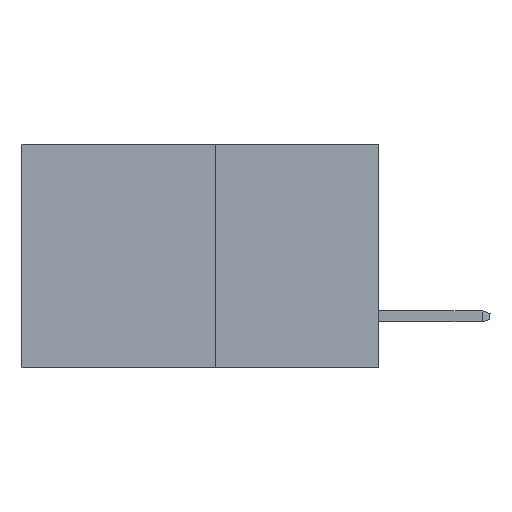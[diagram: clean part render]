
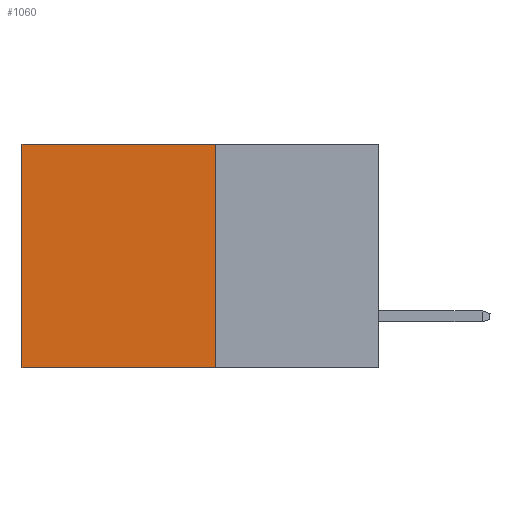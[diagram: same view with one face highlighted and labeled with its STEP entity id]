
A CAD part, left-side view. The second image highlights one B-rep face of the part: STEP entity #1060.
In plain terms, the highlighted planar face has unit normal (-1, 0, 0).
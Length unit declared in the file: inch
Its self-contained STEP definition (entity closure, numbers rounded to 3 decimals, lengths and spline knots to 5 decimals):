
#127 = EDGE_LOOP ( 'NONE', ( #11353, #7887, #1623, #7364 ) ) ;
#426 = VERTEX_POINT ( 'NONE', #18589 ) ;
#428 = CARTESIAN_POINT ( 'NONE',  ( 0.277, 0.27, -0.37 ) ) ;
#1060 = ADVANCED_FACE ( 'NONE', ( #8754 ), #10042, .F. ) ;
#1623 = ORIENTED_EDGE ( 'NONE', *, *, #9135, .F. ) ;
#2514 = CARTESIAN_POINT ( 'NONE',  ( 0.277, 0.59, -0.37 ) ) ;
#3931 = VECTOR ( 'NONE', #11635, 39.37008 ) ;
#4509 = CARTESIAN_POINT ( 'NONE',  ( 0.277, 0.27, -0.37 ) ) ;
#4909 = CARTESIAN_POINT ( 'NONE',  ( 0.277, 0.27, 0. ) ) ;
#5567 = CARTESIAN_POINT ( 'NONE',  ( 0.277, 0.27, -0.37 ) ) ;
#6171 = EDGE_CURVE ( 'NONE', #426, #14089, #7300, .T. ) ;
#6460 = DIRECTION ( 'NONE',  ( 0., 1., 0. ) ) ;
#6698 = EDGE_CURVE ( 'NONE', #14089, #12335, #7986, .T. ) ;
#7300 = LINE ( 'NONE', #4909, #17882 ) ;
#7364 = ORIENTED_EDGE ( 'NONE', *, *, #6171, .T. ) ;
#7887 = ORIENTED_EDGE ( 'NONE', *, *, #11010, .F. ) ;
#7986 = LINE ( 'NONE', #2514, #3931 ) ;
#8754 = FACE_OUTER_BOUND ( 'NONE', #127, .T. ) ;
#8920 = DIRECTION ( 'NONE',  ( 1., 0., 0. ) ) ;
#9135 = EDGE_CURVE ( 'NONE', #426, #12922, #15167, .T. ) ;
#10042 = PLANE ( 'NONE',  #10177 ) ;
#10177 = AXIS2_PLACEMENT_3D ( 'NONE', #4509, #8920, #19157 ) ;
#10210 = CARTESIAN_POINT ( 'NONE',  ( 0.277, 0.59, 0. ) ) ;
#10706 = VECTOR ( 'NONE', #13092, 39.37008 ) ;
#11010 = EDGE_CURVE ( 'NONE', #12922, #12335, #12999, .T. ) ;
#11353 = ORIENTED_EDGE ( 'NONE', *, *, #6698, .T. ) ;
#11635 = DIRECTION ( 'NONE',  ( 0., 0., -1. ) ) ;
#12335 = VERTEX_POINT ( 'NONE', #18696 ) ;
#12922 = VERTEX_POINT ( 'NONE', #19423 ) ;
#12999 = LINE ( 'NONE', #428, #16075 ) ;
#13092 = DIRECTION ( 'NONE',  ( 0., 0., -1. ) ) ;
#14089 = VERTEX_POINT ( 'NONE', #10210 ) ;
#15167 = LINE ( 'NONE', #5567, #10706 ) ;
#16075 = VECTOR ( 'NONE', #17118, 39.37008 ) ;
#17118 = DIRECTION ( 'NONE',  ( 0., 1., 0. ) ) ;
#17882 = VECTOR ( 'NONE', #6460, 39.37008 ) ;
#18589 = CARTESIAN_POINT ( 'NONE',  ( 0.277, 0.27, 0. ) ) ;
#18696 = CARTESIAN_POINT ( 'NONE',  ( 0.277, 0.59, -0.37 ) ) ;
#19157 = DIRECTION ( 'NONE',  ( 0., 0., -1. ) ) ;
#19423 = CARTESIAN_POINT ( 'NONE',  ( 0.277, 0.27, -0.37 ) ) ;
